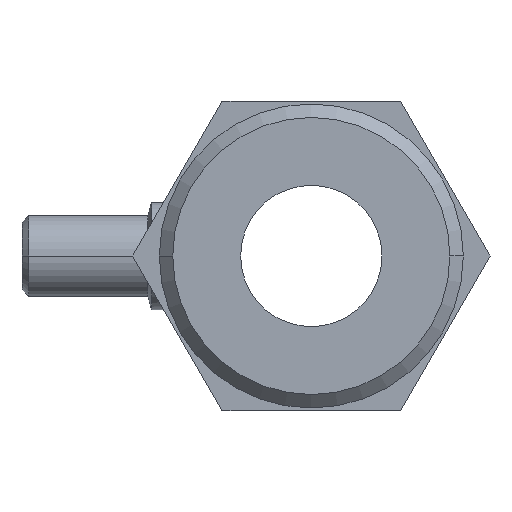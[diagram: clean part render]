
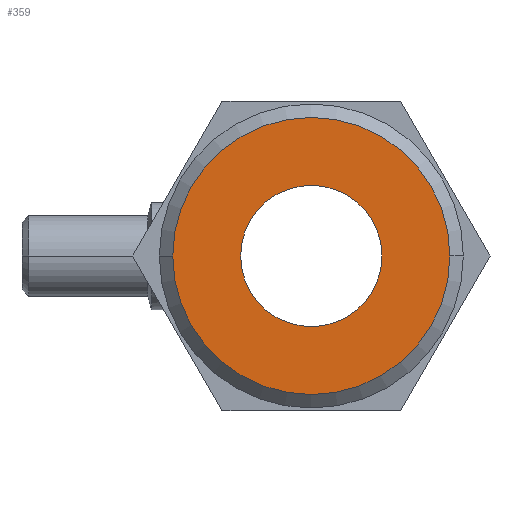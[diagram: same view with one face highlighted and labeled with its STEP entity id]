
A CAD part, left-side view. The second image highlights one B-rep face of the part: STEP entity #359.
In plain terms, the highlighted planar face has unit normal (-1, 0, 0).
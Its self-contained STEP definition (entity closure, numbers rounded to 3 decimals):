
#359 = ADVANCED_FACE( '', ( #1007, #1008 ), #1009, .T. );
#377 = VERTEX_POINT( '', #1031 );
#487 = VERTEX_POINT( '', #1156 );
#543 = EDGE_CURVE( '', #713, #487, #1213, .T. );
#551 = EDGE_CURVE( '', #487, #713, #1221, .T. );
#669 = EDGE_CURVE( '', #377, #811, #1362, .T. );
#709 = EDGE_CURVE( '', #811, #377, #1409, .T. );
#713 = VERTEX_POINT( '', #1413 );
#811 = VERTEX_POINT( '', #1517 );
#1007 = FACE_BOUND( '', #1726, .T. );
#1008 = FACE_OUTER_BOUND( '', #1727, .T. );
#1009 = PLANE( '', #1728 );
#1031 = CARTESIAN_POINT( '', ( -94., 10.5, 0. ) );
#1156 = CARTESIAN_POINT( '', ( -94., 20.591, 0. ) );
#1213 = CIRCLE( '', #2157, 20.591 );
#1221 = CIRCLE( '', #2169, 20.591 );
#1362 = CIRCLE( '', #2461, 10.5 );
#1409 = CIRCLE( '', #2540, 10.5 );
#1413 = CARTESIAN_POINT( '', ( -94., -20.591, 0. ) );
#1517 = CARTESIAN_POINT( '', ( -94., -10.5, 0. ) );
#1726 = EDGE_LOOP( '', ( #3093, #3094 ) );
#1727 = EDGE_LOOP( '', ( #3095, #3096 ) );
#1728 = AXIS2_PLACEMENT_3D( '', #3097, #3098, #3099 );
#2157 = AXIS2_PLACEMENT_3D( '', #3295, #3296, #3297 );
#2169 = AXIS2_PLACEMENT_3D( '', #3302, #3303, #3304 );
#2461 = AXIS2_PLACEMENT_3D( '', #3531, #3532, #3533 );
#2540 = AXIS2_PLACEMENT_3D( '', #3605, #3606, #3607 );
#3093 = ORIENTED_EDGE( '', *, *, #669, .T. );
#3094 = ORIENTED_EDGE( '', *, *, #709, .T. );
#3095 = ORIENTED_EDGE( '', *, *, #551, .T. );
#3096 = ORIENTED_EDGE( '', *, *, #543, .T. );
#3097 = CARTESIAN_POINT( '', ( -94., 10.296, 0. ) );
#3098 = DIRECTION( '', ( -1., 0., 0. ) );
#3099 = DIRECTION( '', ( 0., 1., 0. ) );
#3295 = CARTESIAN_POINT( '', ( -94., 0., 0. ) );
#3296 = DIRECTION( '', ( -1., 0., 0. ) );
#3297 = DIRECTION( '', ( 0., 1., 0. ) );
#3302 = CARTESIAN_POINT( '', ( -94., 0., 0. ) );
#3303 = DIRECTION( '', ( -1., 0., 0. ) );
#3304 = DIRECTION( '', ( 0., 1., 0. ) );
#3531 = CARTESIAN_POINT( '', ( -94., 0., 0. ) );
#3532 = DIRECTION( '', ( 1., 0., 0. ) );
#3533 = DIRECTION( '', ( 0., 1., 0. ) );
#3605 = CARTESIAN_POINT( '', ( -94., 0., 0. ) );
#3606 = DIRECTION( '', ( 1., 0., 0. ) );
#3607 = DIRECTION( '', ( 0., 1., 0. ) );
